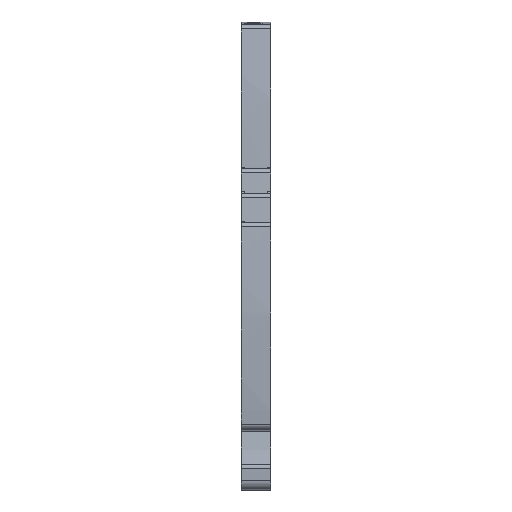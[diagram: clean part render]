
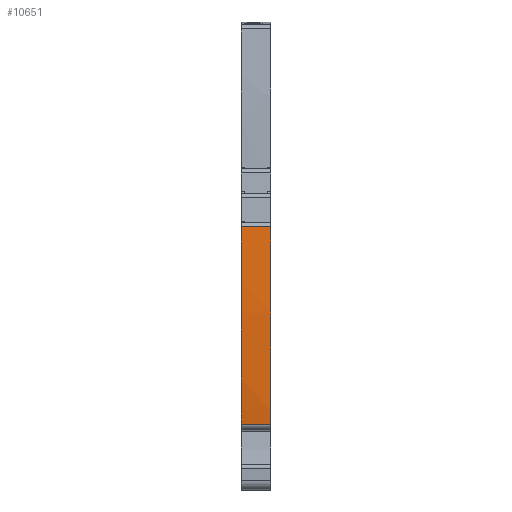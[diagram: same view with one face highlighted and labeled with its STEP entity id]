
A CAD part, front view. The second image highlights one B-rep face of the part: STEP entity #10651.
In plain terms, the highlighted cylindrical face has radius 202 mm (diameter 404 mm), a partial arc.
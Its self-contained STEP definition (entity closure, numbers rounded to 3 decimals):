
#6211=AXIS2_PLACEMENT_3D('Circle Axis2P3D',#6209,#6210,$) ;
#6218=AXIS2_PLACEMENT_3D('Circle Axis2P3D',#6216,#6217,$) ;
#6225=AXIS2_PLACEMENT_3D('Circle Axis2P3D',#6223,#6224,$) ;
#6232=AXIS2_PLACEMENT_3D('Circle Axis2P3D',#6230,#6231,$) ;
#10632=AXIS2_PLACEMENT_3D('Cylinder Axis2P3D',#10629,#10630,#10631) ;
#1320=CARTESIAN_POINT('Vertex',(6.1,0.609,53.828)) ;
#1324=CARTESIAN_POINT('Control Point',(6.1,0.007,36.45)) ;
#1325=CARTESIAN_POINT('Control Point',(6.1,-0.022,39.929)) ;
#1326=CARTESIAN_POINT('Control Point',(6.1,0.024,43.408)) ;
#1327=CARTESIAN_POINT('Control Point',(6.1,0.144,46.885)) ;
#1328=CARTESIAN_POINT('Control Point',(6.1,0.339,50.359)) ;
#1329=CARTESIAN_POINT('Control Point',(6.1,0.609,53.828)) ;
#1330=CARTESIAN_POINT('Vertex',(6.1,0.007,36.45)) ;
#1334=CARTESIAN_POINT('Control Point',(6.1,0.015,35.65)) ;
#1335=CARTESIAN_POINT('Control Point',(6.1,0.013,35.81)) ;
#1336=CARTESIAN_POINT('Control Point',(6.1,0.012,35.97)) ;
#1337=CARTESIAN_POINT('Control Point',(6.1,0.01,36.13)) ;
#1338=CARTESIAN_POINT('Control Point',(6.1,0.009,36.29)) ;
#1339=CARTESIAN_POINT('Control Point',(6.1,0.007,36.45)) ;
#1340=CARTESIAN_POINT('Vertex',(6.1,0.015,35.65)) ;
#1344=CARTESIAN_POINT('Control Point',(6.1,1.191,16.25)) ;
#1345=CARTESIAN_POINT('Control Point',(6.1,0.769,20.116)) ;
#1346=CARTESIAN_POINT('Control Point',(6.1,0.441,23.992)) ;
#1347=CARTESIAN_POINT('Control Point',(6.1,0.205,27.875)) ;
#1348=CARTESIAN_POINT('Control Point',(6.1,0.064,31.762)) ;
#1349=CARTESIAN_POINT('Control Point',(6.1,0.015,35.65)) ;
#1350=CARTESIAN_POINT('Vertex',(6.1,1.191,16.25)) ;
#1354=CARTESIAN_POINT('Control Point',(6.1,1.531,13.327)) ;
#1355=CARTESIAN_POINT('Control Point',(6.1,1.459,13.911)) ;
#1356=CARTESIAN_POINT('Control Point',(6.1,1.388,14.496)) ;
#1357=CARTESIAN_POINT('Control Point',(6.1,1.32,15.08)) ;
#1358=CARTESIAN_POINT('Control Point',(6.1,1.254,15.665)) ;
#1359=CARTESIAN_POINT('Control Point',(6.1,1.191,16.25)) ;
#1360=CARTESIAN_POINT('Vertex',(6.1,1.531,13.327)) ;
#6206=CARTESIAN_POINT('Vertex',(0.,1.531,13.327)) ;
#6209=CARTESIAN_POINT('Axis2P3D Location',(0.,202.,38.15)) ;
#6213=CARTESIAN_POINT('Vertex',(0.,1.191,16.25)) ;
#6216=CARTESIAN_POINT('Axis2P3D Location',(0.,202.,38.15)) ;
#6220=CARTESIAN_POINT('Vertex',(0.,0.015,35.65)) ;
#6223=CARTESIAN_POINT('Axis2P3D Location',(0.,202.,38.15)) ;
#6227=CARTESIAN_POINT('Vertex',(0.,0.007,36.45)) ;
#6230=CARTESIAN_POINT('Axis2P3D Location',(0.,202.,38.15)) ;
#6234=CARTESIAN_POINT('Vertex',(0.,0.609,53.828)) ;
#10616=CARTESIAN_POINT('Line Origine',(2.39,0.609,53.828)) ;
#10629=CARTESIAN_POINT('Axis2P3D Location',(2.55,202.,38.15)) ;
#10634=CARTESIAN_POINT('Line Origine',(2.55,1.531,13.327)) ;
#6210=DIRECTION('Axis2P3D Direction',(1.,0.,0.)) ;
#6217=DIRECTION('Axis2P3D Direction',(1.,0.,0.)) ;
#6224=DIRECTION('Axis2P3D Direction',(1.,0.,0.)) ;
#6231=DIRECTION('Axis2P3D Direction',(1.,0.,0.)) ;
#10617=DIRECTION('Vector Direction',(1.,0.,0.)) ;
#10630=DIRECTION('Axis2P3D Direction',(1.,0.,0.)) ;
#10631=DIRECTION('Axis2P3D XDirection',(0.,-0.997,0.078)) ;
#10635=DIRECTION('Vector Direction',(1.,0.,0.)) ;
#10618=VECTOR('Line Direction',#10617,1.) ;
#10636=VECTOR('Line Direction',#10635,1.) ;
#10640=ORIENTED_EDGE('',*,*,#6229,.T.) ;
#10641=ORIENTED_EDGE('',*,*,#6222,.T.) ;
#10642=ORIENTED_EDGE('',*,*,#6215,.T.) ;
#10643=ORIENTED_EDGE('',*,*,#10638,.T.) ;
#10644=ORIENTED_EDGE('',*,*,#1362,.F.) ;
#10645=ORIENTED_EDGE('',*,*,#1352,.F.) ;
#10646=ORIENTED_EDGE('',*,*,#1342,.F.) ;
#10647=ORIENTED_EDGE('',*,*,#1332,.F.) ;
#10648=ORIENTED_EDGE('',*,*,#10620,.F.) ;
#10649=ORIENTED_EDGE('',*,*,#6236,.T.) ;
#10651=ADVANCED_FACE('KLEMME',(#10650),#10633,.T.) ;
#1323=B_SPLINE_CURVE_WITH_KNOTS('',5,(#1324,#1325,#1326,#1327,#1328,#1329),.UNSPECIFIED.,.F.,.U.,(6,6),(0.,17.396),.UNSPECIFIED.) ;
#1333=B_SPLINE_CURVE_WITH_KNOTS('',5,(#1334,#1335,#1336,#1337,#1338,#1339),.UNSPECIFIED.,.F.,.U.,(6,6),(0.,0.8),.UNSPECIFIED.) ;
#1343=B_SPLINE_CURVE_WITH_KNOTS('',5,(#1344,#1345,#1346,#1347,#1348,#1349),.UNSPECIFIED.,.F.,.U.,(6,6),(0.,19.447),.UNSPECIFIED.) ;
#1353=B_SPLINE_CURVE_WITH_KNOTS('',5,(#1354,#1355,#1356,#1357,#1358,#1359),.UNSPECIFIED.,.F.,.U.,(6,6),(0.,2.943),.UNSPECIFIED.) ;
#6212=CIRCLE('generated circle',#6211,202.) ;
#6219=CIRCLE('generated circle',#6218,202.) ;
#6226=CIRCLE('generated circle',#6225,202.) ;
#6233=CIRCLE('generated circle',#6232,202.) ;
#10633=CYLINDRICAL_SURFACE('generated cylinder',#10632,202.) ;
#1332=EDGE_CURVE('',#1321,#1331,#1323,.F.) ;
#1342=EDGE_CURVE('',#1331,#1341,#1333,.F.) ;
#1352=EDGE_CURVE('',#1341,#1351,#1343,.F.) ;
#1362=EDGE_CURVE('',#1351,#1361,#1353,.F.) ;
#6215=EDGE_CURVE('',#6214,#6207,#6212,.T.) ;
#6222=EDGE_CURVE('',#6221,#6214,#6219,.T.) ;
#6229=EDGE_CURVE('',#6228,#6221,#6226,.T.) ;
#6236=EDGE_CURVE('',#6235,#6228,#6233,.T.) ;
#10620=EDGE_CURVE('',#6235,#1321,#10619,.T.) ;
#10638=EDGE_CURVE('',#6207,#1361,#10637,.T.) ;
#10639=EDGE_LOOP('',(#10640,#10641,#10642,#10643,#10644,#10645,#10646,#10647,#10648,#10649)) ;
#10650=FACE_OUTER_BOUND('',#10639,.T.) ;
#10619=LINE('Line',#10616,#10618) ;
#10637=LINE('Line',#10634,#10636) ;
#1321=VERTEX_POINT('',#1320) ;
#1331=VERTEX_POINT('',#1330) ;
#1341=VERTEX_POINT('',#1340) ;
#1351=VERTEX_POINT('',#1350) ;
#1361=VERTEX_POINT('',#1360) ;
#6207=VERTEX_POINT('',#6206) ;
#6214=VERTEX_POINT('',#6213) ;
#6221=VERTEX_POINT('',#6220) ;
#6228=VERTEX_POINT('',#6227) ;
#6235=VERTEX_POINT('',#6234) ;
